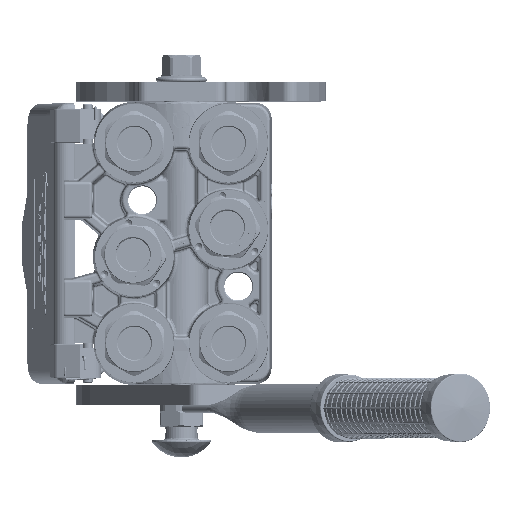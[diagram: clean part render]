
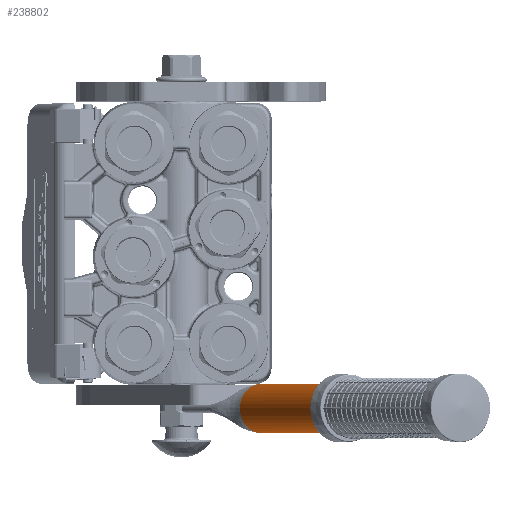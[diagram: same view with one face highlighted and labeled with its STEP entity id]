
A CAD part, top view. The second image highlights one B-rep face of the part: STEP entity #238802.
In plain terms, the highlighted cylindrical face has radius 12.5 mm (diameter 25 mm), a partial arc.
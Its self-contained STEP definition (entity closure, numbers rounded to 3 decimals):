
#1725 = CARTESIAN_POINT ( 'NONE',  ( 12.5, 0.24, 0. ) ) ;
#2166 = VECTOR ( 'NONE', #250290, 1000. ) ;
#4355 = CARTESIAN_POINT ( 'NONE',  ( 12.488, 0.202, 0.541 ) ) ;
#6030 = DIRECTION ( 'NONE',  ( 0., 1., 0. ) ) ;
#7987 = DIRECTION ( 'NONE',  ( 1., 0., 0. ) ) ;
#9889 = CARTESIAN_POINT ( 'NONE',  ( 12.5, 0.24, 0. ) ) ;
#11094 = CARTESIAN_POINT ( 'NONE',  ( -12.466, 0.13, 0.917 ) ) ;
#12941 = CARTESIAN_POINT ( 'NONE',  ( 12.472, 0.146, 0.859 ) ) ;
#15439 = CARTESIAN_POINT ( 'NONE',  ( -12.452, 0.083, 1.1 ) ) ;
#16289 = CARTESIAN_POINT ( 'NONE',  ( -12.467, 0.131, 0.91 ) ) ;
#17163 = CARTESIAN_POINT ( 'NONE',  ( -12.471, 0.146, 0.847 ) ) ;
#18005 = CARTESIAN_POINT ( 'NONE',  ( -12.466, 0.127, 0.927 ) ) ;
#19210 = EDGE_CURVE ( 'NONE', #253776, #178747, #51367, .T. ) ;
#23430 = B_SPLINE_CURVE_WITH_KNOTS ( 'NONE', 3,
 ( #195413, #173834, #15439, #110569, #30940, #18005, #11094, #16289, #196282, #17163, #70720, #214454, #75083, #77646, #153907, #37859 ),
 .UNSPECIFIED., .F., .F.,
 ( 4, 2, 1, 2, 2, 1, 2, 2, 4 ),
 ( 0., 0.25, 0.312, 0.328, 0.344, 0.375, 0.437, 0.5, 1. ),
 .UNSPECIFIED. ) ;
#24215 = CARTESIAN_POINT ( 'NONE',  ( 12.486, 0.195, 0.586 ) ) ;
#24533 = ORIENTED_EDGE ( 'NONE', *, *, #243446, .F. ) ;
#24606 = ORIENTED_EDGE ( 'NONE', *, *, #185039, .F. ) ;
#24901 = AXIS2_PLACEMENT_3D ( 'NONE', #245497, #146796, #203971 ) ;
#25056 = CARTESIAN_POINT ( 'NONE',  ( 12.492, 0.214, 0.452 ) ) ;
#30940 = CARTESIAN_POINT ( 'NONE',  ( -12.464, 0.121, 0.953 ) ) ;
#32655 = CARTESIAN_POINT ( 'NONE',  ( 12.426, 0., 1.36 ) ) ;
#33415 = CARTESIAN_POINT ( 'NONE',  ( 0., 198., 0. ) ) ;
#37859 = CARTESIAN_POINT ( 'NONE',  ( -12.5, 0.24, 0. ) ) ;
#44545 = B_SPLINE_CURVE_WITH_KNOTS ( 'NONE', 3,
 ( #66510, #126230, #241443, #122864, #25056, #4355, #24215, #162733, #211895, #192869, #153936, #152229, #12941, #212758, #250055 ),
 .UNSPECIFIED., .F., .F.,
 ( 4, 2, 2, 1, 1, 1, 2, 2, 4 ),
 ( 0., 0.25, 0.375, 0.437, 0.469, 0.484, 0.492, 0.5, 1. ),
 .UNSPECIFIED. ) ;
#46608 = EDGE_LOOP ( 'NONE', ( #256606, #46862, #80442, #24606, #101565, #173244, #24533 ) ) ;
#46862 = ORIENTED_EDGE ( 'NONE', *, *, #19210, .F. ) ;
#51367 = CIRCLE ( 'NONE', #138014, 12.5 ) ;
#57214 = EDGE_CURVE ( 'NONE', #212938, #253776, #212656, .T. ) ;
#66510 = CARTESIAN_POINT ( 'NONE',  ( 12.5, 0.24, 0. ) ) ;
#68439 = CARTESIAN_POINT ( 'NONE',  ( 0., 0., 0. ) ) ;
#69922 = CARTESIAN_POINT ( 'NONE',  ( 12.5, 198., 0. ) ) ;
#70720 = CARTESIAN_POINT ( 'NONE',  ( -12.474, 0.155, 0.804 ) ) ;
#75083 = CARTESIAN_POINT ( 'NONE',  ( -12.479, 0.172, 0.721 ) ) ;
#77646 = CARTESIAN_POINT ( 'NONE',  ( -12.494, 0.221, 0.449 ) ) ;
#80442 = ORIENTED_EDGE ( 'NONE', *, *, #57214, .F. ) ;
#90210 = VECTOR ( 'NONE', #140971, 1000. ) ;
#93145 = DIRECTION ( 'NONE',  ( 0., 1., 0. ) ) ;
#101565 = ORIENTED_EDGE ( 'NONE', *, *, #213800, .T. ) ;
#103272 = VERTEX_POINT ( 'NONE', #32655 ) ;
#104646 = CARTESIAN_POINT ( 'NONE',  ( 0., 0., 0. ) ) ;
#106352 = DIRECTION ( 'NONE',  ( -0.994, 0., 0.109 ) ) ;
#110569 = CARTESIAN_POINT ( 'NONE',  ( -12.461, 0.114, 0.981 ) ) ;
#121036 = AXIS2_PLACEMENT_3D ( 'NONE', #68439, #166356, #7987 ) ;
#122864 = CARTESIAN_POINT ( 'NONE',  ( 12.494, 0.22, 0.394 ) ) ;
#126230 = CARTESIAN_POINT ( 'NONE',  ( 12.5, 0.24, 0.108 ) ) ;
#138014 = AXIS2_PLACEMENT_3D ( 'NONE', #33415, #93145, #190960 ) ;
#140971 = DIRECTION ( 'NONE',  ( 0., 1., 0. ) ) ;
#141250 = CIRCLE ( 'NONE', #202442, 12.5 ) ;
#144952 = CYLINDRICAL_SURFACE ( 'NONE', #121036, 12.5 ) ;
#146448 = VERTEX_POINT ( 'NONE', #9889 ) ;
#146796 = DIRECTION ( 'NONE',  ( 0., 1., 0. ) ) ;
#152229 = CARTESIAN_POINT ( 'NONE',  ( 12.481, 0.178, 0.688 ) ) ;
#153907 = CARTESIAN_POINT ( 'NONE',  ( -12.5, 0.24, 0.216 ) ) ;
#153936 = CARTESIAN_POINT ( 'NONE',  ( 12.481, 0.178, 0.683 ) ) ;
#158876 = CARTESIAN_POINT ( 'NONE',  ( -12.5, 198., 0. ) ) ;
#159053 = CARTESIAN_POINT ( 'NONE',  ( -12.5, 0.24, 0. ) ) ;
#162733 = CARTESIAN_POINT ( 'NONE',  ( 12.484, 0.186, 0.638 ) ) ;
#166356 = DIRECTION ( 'NONE',  ( 0., -1., 0. ) ) ;
#169745 = CARTESIAN_POINT ( 'NONE',  ( -12.426, 0., 1.36 ) ) ;
#173244 = ORIENTED_EDGE ( 'NONE', *, *, #200120, .T. ) ;
#173834 = CARTESIAN_POINT ( 'NONE',  ( -12.441, 0.049, 1.219 ) ) ;
#178747 = VERTEX_POINT ( 'NONE', #69922 ) ;
#185039 = EDGE_CURVE ( 'NONE', #214438, #212938, #23430, .T. ) ;
#190960 = DIRECTION ( 'NONE',  ( -1., 0., 0. ) ) ;
#192062 = CIRCLE ( 'NONE', #24901, 12.5 ) ;
#192869 = CARTESIAN_POINT ( 'NONE',  ( 12.482, 0.18, 0.676 ) ) ;
#195413 = CARTESIAN_POINT ( 'NONE',  ( -12.426, 0., 1.36 ) ) ;
#195517 = CARTESIAN_POINT ( 'NONE',  ( 0., 0., 12.5 ) ) ;
#195552 = LINE ( 'NONE', #1725, #90210 ) ;
#196282 = CARTESIAN_POINT ( 'NONE',  ( -12.468, 0.136, 0.889 ) ) ;
#199432 = EDGE_CURVE ( 'NONE', #146448, #178747, #195552, .T. ) ;
#200120 = EDGE_CURVE ( 'NONE', #232200, #103272, #192062, .T. ) ;
#202442 = AXIS2_PLACEMENT_3D ( 'NONE', #104646, #6030, #106352 ) ;
#203971 = DIRECTION ( 'NONE',  ( -0.994, 0., 0.109 ) ) ;
#205342 = CARTESIAN_POINT ( 'NONE',  ( -12.5, 0.24, 0. ) ) ;
#211895 = CARTESIAN_POINT ( 'NONE',  ( 12.482, 0.182, 0.665 ) ) ;
#212656 = LINE ( 'NONE', #205342, #2166 ) ;
#212758 = CARTESIAN_POINT ( 'NONE',  ( 12.456, 0.096, 1.087 ) ) ;
#212938 = VERTEX_POINT ( 'NONE', #159053 ) ;
#213800 = EDGE_CURVE ( 'NONE', #214438, #232200, #141250, .T. ) ;
#214438 = VERTEX_POINT ( 'NONE', #169745 ) ;
#214454 = CARTESIAN_POINT ( 'NONE',  ( -12.478, 0.167, 0.748 ) ) ;
#232200 = VERTEX_POINT ( 'NONE', #195517 ) ;
#238802 = ADVANCED_FACE ( 'NONE', ( #256534 ), #144952, .T. ) ;
#241443 = CARTESIAN_POINT ( 'NONE',  ( 12.499, 0.235, 0.221 ) ) ;
#243446 = EDGE_CURVE ( 'NONE', #146448, #103272, #44545, .T. ) ;
#245497 = CARTESIAN_POINT ( 'NONE',  ( 0., 0., 0. ) ) ;
#250055 = CARTESIAN_POINT ( 'NONE',  ( 12.426, 0., 1.36 ) ) ;
#250290 = DIRECTION ( 'NONE',  ( 0., 1., 0. ) ) ;
#253776 = VERTEX_POINT ( 'NONE', #158876 ) ;
#256534 = FACE_OUTER_BOUND ( 'NONE', #46608, .T. ) ;
#256606 = ORIENTED_EDGE ( 'NONE', *, *, #199432, .T. ) ;
